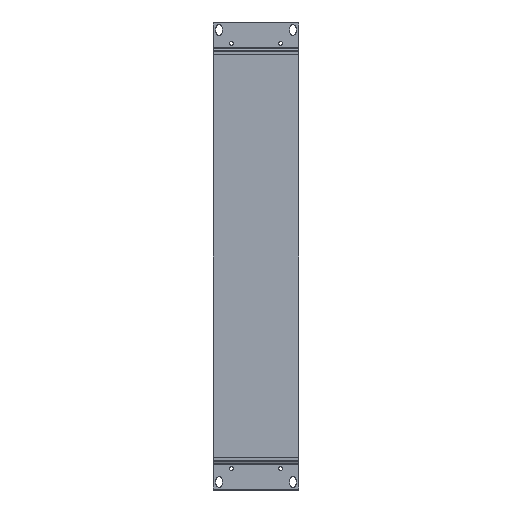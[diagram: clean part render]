
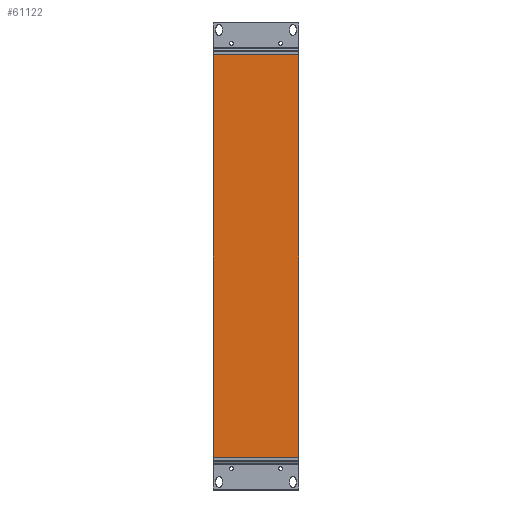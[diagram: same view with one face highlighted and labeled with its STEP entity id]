
A CAD part, front view. The second image highlights one B-rep face of the part: STEP entity #61122.
In plain terms, the highlighted planar face has unit normal (0, -1, 0).
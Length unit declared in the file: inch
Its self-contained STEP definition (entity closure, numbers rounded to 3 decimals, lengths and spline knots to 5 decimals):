
#1602 = LINE ( 'NONE', #18900, #54301 ) ;
#2018 = CARTESIAN_POINT ( 'NONE',  ( -1.02759, -0.31353, 16.35039 ) ) ;
#2893 = DIRECTION ( 'NONE',  ( -1., 0., 0. ) ) ;
#3834 = CARTESIAN_POINT ( 'NONE',  ( 2.4421, -0.31353, 0. ) ) ;
#6060 = AXIS2_PLACEMENT_3D ( 'NONE', #39242, #11947, #22827 ) ;
#8257 = LINE ( 'NONE', #24159, #8596 ) ;
#8596 = VECTOR ( 'NONE', #2893, 39.37008 ) ;
#10867 = EDGE_CURVE ( 'NONE', #32777, #13828, #8257, .T. ) ;
#11947 = DIRECTION ( 'NONE',  ( 0., -1., 0. ) ) ;
#12242 = LINE ( 'NONE', #66517, #16154 ) ;
#13828 = VERTEX_POINT ( 'NONE', #2018 ) ;
#15495 = VECTOR ( 'NONE', #17758, 39.37008 ) ;
#16154 = VECTOR ( 'NONE', #33812, 39.37008 ) ;
#17758 = DIRECTION ( 'NONE',  ( 1., 0., 0. ) ) ;
#18900 = CARTESIAN_POINT ( 'NONE',  ( 2.4421, -0.31353, 0. ) ) ;
#21755 = PLANE ( 'NONE',  #6060 ) ;
#22701 = VERTEX_POINT ( 'NONE', #3834 ) ;
#22827 = DIRECTION ( 'NONE',  ( 0., 0., -1. ) ) ;
#23443 = CARTESIAN_POINT ( 'NONE',  ( 2.4421, -0.31353, 16.35039 ) ) ;
#24159 = CARTESIAN_POINT ( 'NONE',  ( 2.4421, -0.31353, 16.35039 ) ) ;
#24540 = EDGE_CURVE ( 'NONE', #13828, #57057, #12242, .T. ) ;
#25003 = EDGE_LOOP ( 'NONE', ( #68844, #61715, #46639, #58998 ) ) ;
#32777 = VERTEX_POINT ( 'NONE', #23443 ) ;
#33157 = FACE_OUTER_BOUND ( 'NONE', #25003, .T. ) ;
#33812 = DIRECTION ( 'NONE',  ( 0., 0., -1. ) ) ;
#33956 = DIRECTION ( 'NONE',  ( 0., 0., 1. ) ) ;
#37711 = EDGE_CURVE ( 'NONE', #22701, #32777, #1602, .T. ) ;
#37831 = LINE ( 'NONE', #38862, #15495 ) ;
#38054 = EDGE_CURVE ( 'NONE', #57057, #22701, #37831, .T. ) ;
#38862 = CARTESIAN_POINT ( 'NONE',  ( 2.4421, -0.31353, 0. ) ) ;
#39242 = CARTESIAN_POINT ( 'NONE',  ( 2.4421, -0.31353, 0. ) ) ;
#46639 = ORIENTED_EDGE ( 'NONE', *, *, #24540, .T. ) ;
#53239 = CARTESIAN_POINT ( 'NONE',  ( -1.02759, -0.31353, 0. ) ) ;
#54301 = VECTOR ( 'NONE', #33956, 39.37008 ) ;
#57057 = VERTEX_POINT ( 'NONE', #53239 ) ;
#58998 = ORIENTED_EDGE ( 'NONE', *, *, #38054, .T. ) ;
#61122 = ADVANCED_FACE ( 'NONE', ( #33157 ), #21755, .T. ) ;
#61715 = ORIENTED_EDGE ( 'NONE', *, *, #10867, .T. ) ;
#66517 = CARTESIAN_POINT ( 'NONE',  ( -1.02759, -0.31353, 0. ) ) ;
#68844 = ORIENTED_EDGE ( 'NONE', *, *, #37711, .T. ) ;
